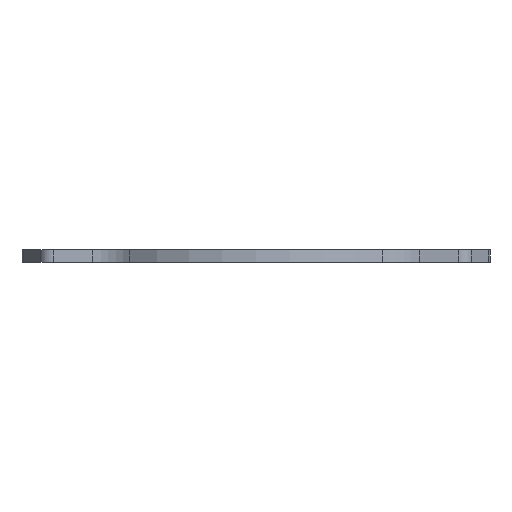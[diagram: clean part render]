
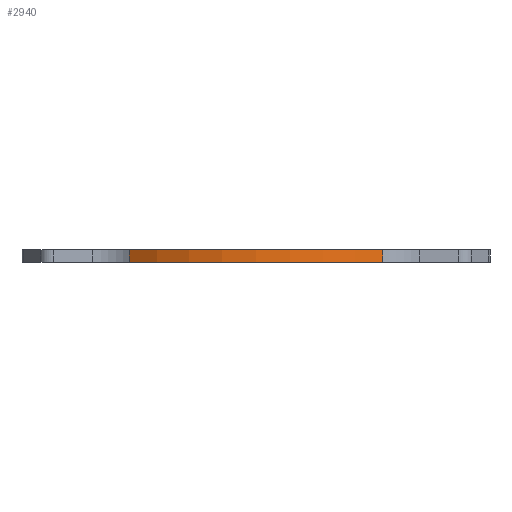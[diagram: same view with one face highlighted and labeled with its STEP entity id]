
A CAD part, front view. The second image highlights one B-rep face of the part: STEP entity #2940.
In plain terms, the highlighted cylindrical face has radius 80 mm (diameter 160 mm), a partial arc.
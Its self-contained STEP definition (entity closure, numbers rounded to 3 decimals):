
#50 = DIRECTION ( 'NONE',  ( 1., 0., 0. ) ) ;
#86 = EDGE_CURVE ( 'NONE', #3231, #819, #2341, .T. ) ;
#404 = CYLINDRICAL_SURFACE ( 'NONE', #1138, 80. ) ;
#450 = DIRECTION ( 'NONE',  ( 0., 0., 1. ) ) ;
#602 = DIRECTION ( 'NONE',  ( 0., 0., 1. ) ) ;
#819 = VERTEX_POINT ( 'NONE', #2493 ) ;
#853 = EDGE_CURVE ( 'NONE', #3481, #819, #3888, .T. ) ;
#1028 = DIRECTION ( 'NONE',  ( 1., 0., 0. ) ) ;
#1138 = AXIS2_PLACEMENT_3D ( 'NONE', #5339, #2022, #2430 ) ;
#1199 = LINE ( 'NONE', #2507, #4631 ) ;
#1236 = EDGE_LOOP ( 'NONE', ( #3003, #1483, #2680, #3725 ) ) ;
#1483 = ORIENTED_EDGE ( 'NONE', *, *, #853, .T. ) ;
#1538 = AXIS2_PLACEMENT_3D ( 'NONE', #4333, #602, #1028 ) ;
#1636 = VECTOR ( 'NONE', #450, 1000. ) ;
#1820 = VERTEX_POINT ( 'NONE', #4761 ) ;
#2022 = DIRECTION ( 'NONE',  ( 0., 0., -1. ) ) ;
#2341 = CIRCLE ( 'NONE', #3994, 80. ) ;
#2430 = DIRECTION ( 'NONE',  ( -1., 0., 0. ) ) ;
#2493 = CARTESIAN_POINT ( 'NONE',  ( 50.129, -62.347, 5. ) ) ;
#2507 = CARTESIAN_POINT ( 'NONE',  ( -50.129, -62.347, 5. ) ) ;
#2680 = ORIENTED_EDGE ( 'NONE', *, *, #86, .F. ) ;
#2940 = ADVANCED_FACE ( 'NONE', ( #3283 ), #404, .T. ) ;
#3003 = ORIENTED_EDGE ( 'NONE', *, *, #4948, .T. ) ;
#3231 = VERTEX_POINT ( 'NONE', #3752 ) ;
#3283 = FACE_OUTER_BOUND ( 'NONE', #1236, .T. ) ;
#3481 = VERTEX_POINT ( 'NONE', #4403 ) ;
#3725 = ORIENTED_EDGE ( 'NONE', *, *, #3946, .T. ) ;
#3745 = CARTESIAN_POINT ( 'NONE',  ( 0., 0., 5. ) ) ;
#3752 = CARTESIAN_POINT ( 'NONE',  ( -50.129, -62.347, 5. ) ) ;
#3888 = LINE ( 'NONE', #4135, #1636 ) ;
#3946 = EDGE_CURVE ( 'NONE', #3231, #1820, #1199, .T. ) ;
#3994 = AXIS2_PLACEMENT_3D ( 'NONE', #3745, #4997, #50 ) ;
#4096 = DIRECTION ( 'NONE',  ( 0., 0., -1. ) ) ;
#4135 = CARTESIAN_POINT ( 'NONE',  ( 50.129, -62.347, 5. ) ) ;
#4333 = CARTESIAN_POINT ( 'NONE',  ( 0., 0., 0. ) ) ;
#4403 = CARTESIAN_POINT ( 'NONE',  ( 50.129, -62.347, 0. ) ) ;
#4631 = VECTOR ( 'NONE', #4096, 1000. ) ;
#4761 = CARTESIAN_POINT ( 'NONE',  ( -50.129, -62.347, 0. ) ) ;
#4948 = EDGE_CURVE ( 'NONE', #1820, #3481, #5256, .T. ) ;
#4997 = DIRECTION ( 'NONE',  ( 0., 0., 1. ) ) ;
#5256 = CIRCLE ( 'NONE', #1538, 80. ) ;
#5339 = CARTESIAN_POINT ( 'NONE',  ( 0., 0., 5. ) ) ;
